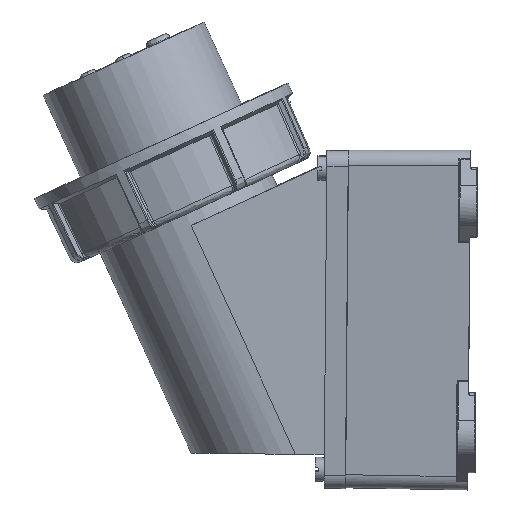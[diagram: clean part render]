
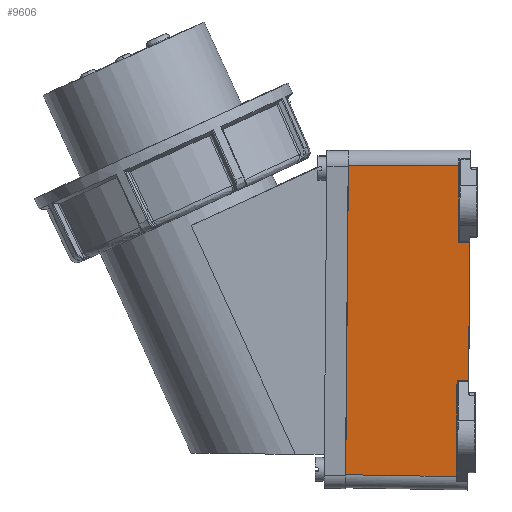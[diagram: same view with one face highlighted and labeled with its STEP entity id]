
A CAD part, left-side view. The second image highlights one B-rep face of the part: STEP entity #9606.
In plain terms, the highlighted face is planar.
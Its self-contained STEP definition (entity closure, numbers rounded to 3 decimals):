
#222 = VERTEX_POINT ( 'NONE', #8554 ) ;
#456 = ORIENTED_EDGE ( 'NONE', *, *, #32785, .T. ) ;
#851 = CARTESIAN_POINT ( 'NONE',  ( 647.758, 381.784, 62.574 ) ) ;
#936 = CARTESIAN_POINT ( 'NONE',  ( 640.517, 446.981, -1.805 ) ) ;
#3646 = CARTESIAN_POINT ( 'NONE',  ( 647.442, 369.011, 34.544 ) ) ;
#4343 = CARTESIAN_POINT ( 'NONE',  ( 645.134, 395.001, 22.428 ) ) ;
#4622 = VERTEX_POINT ( 'NONE', #12108 ) ;
#5490 = VERTEX_POINT ( 'NONE', #32705 ) ;
#5725 = CARTESIAN_POINT ( 'NONE',  ( 642.959, 436.953, 39.207 ) ) ;
#7583 = ORIENTED_EDGE ( 'NONE', *, *, #43523, .T. ) ;
#7917 = EDGE_CURVE ( 'NONE', #26564, #5490, #31391, .T. ) ;
#7980 = CARTESIAN_POINT ( 'NONE',  ( 642.94, 436.032, 37.283 ) ) ;
#8140 = ORIENTED_EDGE ( 'NONE', *, *, #46654, .T. ) ;
#8492 = ORIENTED_EDGE ( 'NONE', *, *, #48463, .T. ) ;
#8554 = CARTESIAN_POINT ( 'NONE',  ( 640.79, 460.24, 25.997 ) ) ;
#9606 = ADVANCED_FACE ( 'NONE', ( #42419 ), #37797, .T. ) ;
#10972 = CARTESIAN_POINT ( 'NONE',  ( 642.968, 437.413, 40.168 ) ) ;
#11106 = ORIENTED_EDGE ( 'NONE', *, *, #60341, .T. ) ;
#12108 = CARTESIAN_POINT ( 'NONE',  ( 646.067, 402.528, 56.432 ) ) ;
#12700 = CARTESIAN_POINT ( 'NONE',  ( 640.608, 451.401, 7.462 ) ) ;
#13288 = ORIENTED_EDGE ( 'NONE', *, *, #57819, .T. ) ;
#14295 = CARTESIAN_POINT ( 'NONE',  ( 643.772, 410.337, 15.281 ) ) ;
#14535 = B_SPLINE_CURVE_WITH_KNOTS ( 'NONE', 3,
 ( #52767, #43190, #33312, #851 ),
 .UNSPECIFIED., .F., .F.,
 ( 4, 4 ),
 ( 0., 1. ),
 .UNSPECIFIED. ) ;
#15806 = AXIS2_PLACEMENT_3D ( 'NONE', #14295, #33141, #34954 ) ;
#16694 = CARTESIAN_POINT ( 'NONE',  ( 641.507, 452.171, 29.759 ) ) ;
#17336 = CARTESIAN_POINT ( 'NONE',  ( 640.517, 446.981, -1.805 ) ) ;
#18879 = EDGE_CURVE ( 'NONE', #48896, #28950, #50467, .T. ) ;
#19184 = CARTESIAN_POINT ( 'NONE',  ( 647.442, 369.011, 34.544 ) ) ;
#20223 = CARTESIAN_POINT ( 'NONE',  ( 642.968, 437.413, 40.168 ) ) ;
#22167 = CARTESIAN_POINT ( 'NONE',  ( 647.547, 373.269, 43.888 ) ) ;
#25385 = EDGE_LOOP ( 'NONE', ( #27115, #13288, #7583, #11106, #8140, #40028, #8492, #456 ) ) ;
#26564 = VERTEX_POINT ( 'NONE', #3646 ) ;
#26775 = CARTESIAN_POINT ( 'NONE',  ( 646.067, 402.528, 56.432 ) ) ;
#27115 = ORIENTED_EDGE ( 'NONE', *, *, #18879, .T. ) ;
#27121 = CARTESIAN_POINT ( 'NONE',  ( 647.653, 377.526, 53.231 ) ) ;
#28950 = VERTEX_POINT ( 'NONE', #44058 ) ;
#29224 = CARTESIAN_POINT ( 'NONE',  ( 642.95, 436.492, 38.245 ) ) ;
#30174 = VERTEX_POINT ( 'NONE', #39752 ) ;
#31160 = CARTESIAN_POINT ( 'NONE',  ( 647.442, 369.011, 34.544 ) ) ;
#31391 = B_SPLINE_CURVE_WITH_KNOTS ( 'NONE', 3,
 ( #19184, #4343, #43274, #936 ),
 .UNSPECIFIED., .F., .F.,
 ( 4, 4 ),
 ( 0., 1. ),
 .UNSPECIFIED. ) ;
#32344 = CARTESIAN_POINT ( 'NONE',  ( 646.035, 401.19, 53.527 ) ) ;
#32705 = CARTESIAN_POINT ( 'NONE',  ( 640.517, 446.981, -1.805 ) ) ;
#32785 = EDGE_CURVE ( 'NONE', #222, #48896, #35355, .T. ) ;
#33141 = DIRECTION ( 'NONE',  ( 0.997, 0.069, -0.043 ) ) ;
#33312 = CARTESIAN_POINT ( 'NONE',  ( 647.184, 388.252, 59.559 ) ) ;
#34418 = CARTESIAN_POINT ( 'NONE',  ( 647.758, 381.784, 62.574 ) ) ;
#34954 = DIRECTION ( 'NONE',  ( 0., -0.527, -0.85 ) ) ;
#35057 = CARTESIAN_POINT ( 'NONE',  ( 640.79, 460.24, 25.997 ) ) ;
#35355 = B_SPLINE_CURVE_WITH_KNOTS ( 'NONE', 3,
 ( #59039, #16694, #35554, #54387 ),
 .UNSPECIFIED., .F., .F.,
 ( 4, 4 ),
 ( 0., 1. ),
 .UNSPECIFIED. ) ;
#35554 = CARTESIAN_POINT ( 'NONE',  ( 642.224, 444.102, 33.521 ) ) ;
#36196 = CARTESIAN_POINT ( 'NONE',  ( 640.699, 455.821, 16.73 ) ) ;
#37797 = PLANE ( 'NONE',  #15806 ) ;
#39026 = B_SPLINE_CURVE_WITH_KNOTS ( 'NONE', 3,
 ( #46267, #27121, #22167, #31160 ),
 .UNSPECIFIED., .F., .F.,
 ( 4, 4 ),
 ( 0., 1. ),
 .UNSPECIFIED. ) ;
#39700 = CARTESIAN_POINT ( 'NONE',  ( 644.001, 425.785, 45.589 ) ) ;
#39752 = CARTESIAN_POINT ( 'NONE',  ( 646.035, 401.19, 53.527 ) ) ;
#40028 = ORIENTED_EDGE ( 'NONE', *, *, #7917, .T. ) ;
#42419 = FACE_OUTER_BOUND ( 'NONE', #25385, .T. ) ;
#43190 = CARTESIAN_POINT ( 'NONE',  ( 646.609, 394.721, 56.543 ) ) ;
#43274 = CARTESIAN_POINT ( 'NONE',  ( 642.825, 420.991, 10.311 ) ) ;
#43523 = EDGE_CURVE ( 'NONE', #4622, #30174, #53351, .T. ) ;
#44058 = CARTESIAN_POINT ( 'NONE',  ( 642.968, 437.413, 40.168 ) ) ;
#45620 = CARTESIAN_POINT ( 'NONE',  ( 646.056, 402.082, 55.463 ) ) ;
#45628 = VERTEX_POINT ( 'NONE', #34418 ) ;
#45759 = B_SPLINE_CURVE_WITH_KNOTS ( 'NONE', 3,
 ( #20223, #39700, #48340, #58549 ),
 .UNSPECIFIED., .F., .F.,
 ( 4, 4 ),
 ( 0., 1. ),
 .UNSPECIFIED. ) ;
#46267 = CARTESIAN_POINT ( 'NONE',  ( 647.758, 381.784, 62.574 ) ) ;
#46654 = EDGE_CURVE ( 'NONE', #45628, #26564, #39026, .T. ) ;
#47810 = B_SPLINE_CURVE_WITH_KNOTS ( 'NONE', 3,
 ( #17336, #12700, #36196, #35057 ),
 .UNSPECIFIED., .F., .F.,
 ( 4, 4 ),
 ( 0., 1. ),
 .UNSPECIFIED. ) ;
#48340 = CARTESIAN_POINT ( 'NONE',  ( 645.034, 414.156, 51.011 ) ) ;
#48463 = EDGE_CURVE ( 'NONE', #5490, #222, #47810, .T. ) ;
#48896 = VERTEX_POINT ( 'NONE', #7980 ) ;
#50467 = B_SPLINE_CURVE_WITH_KNOTS ( 'NONE', 3,
 ( #57371, #29224, #5725, #10972 ),
 .UNSPECIFIED., .F., .F.,
 ( 4, 4 ),
 ( 0., 1. ),
 .UNSPECIFIED. ) ;
#52767 = CARTESIAN_POINT ( 'NONE',  ( 646.035, 401.19, 53.527 ) ) ;
#53351 = B_SPLINE_CURVE_WITH_KNOTS ( 'NONE', 3,
 ( #26775, #45620, #55511, #32344 ),
 .UNSPECIFIED., .F., .F.,
 ( 4, 4 ),
 ( 0., 1. ),
 .UNSPECIFIED. ) ;
#54387 = CARTESIAN_POINT ( 'NONE',  ( 642.94, 436.032, 37.283 ) ) ;
#55511 = CARTESIAN_POINT ( 'NONE',  ( 646.045, 401.636, 54.495 ) ) ;
#57371 = CARTESIAN_POINT ( 'NONE',  ( 642.94, 436.032, 37.283 ) ) ;
#57819 = EDGE_CURVE ( 'NONE', #28950, #4622, #45759, .T. ) ;
#58549 = CARTESIAN_POINT ( 'NONE',  ( 646.067, 402.528, 56.432 ) ) ;
#59039 = CARTESIAN_POINT ( 'NONE',  ( 640.79, 460.24, 25.997 ) ) ;
#60341 = EDGE_CURVE ( 'NONE', #30174, #45628, #14535, .T. ) ;
